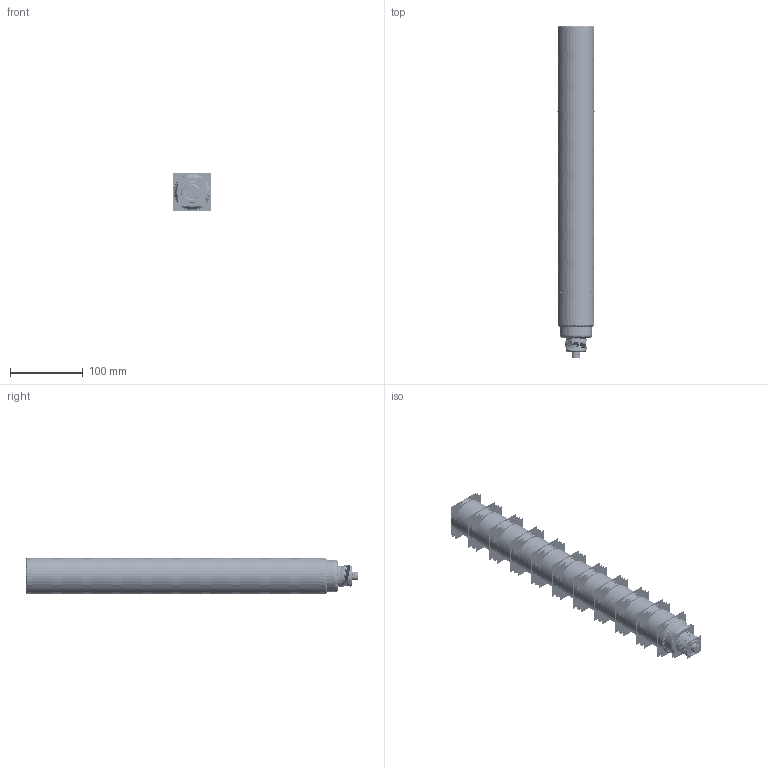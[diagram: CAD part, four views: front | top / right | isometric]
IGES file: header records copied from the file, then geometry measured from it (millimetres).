
Start section:  PTC IGES file: 205823.igs
Global section: file name: 205823.igs; native system: Creo Parametric by PTC Inc.; preprocessor: 2016260; author: pdmadmin; organization: Unknown; date: 20180427.130126; units: millimetre
Bounding box: 52 x 454.93 x 52 mm (x, y, z)
Volume: 249199 mm3; surface area: 2027876.4 mm2
Topology: 23 solids, 23 shells, 6478 faces, 32570 edges, 40621 vertices
Faces by surface type: bspline 4016, revolution 2462
